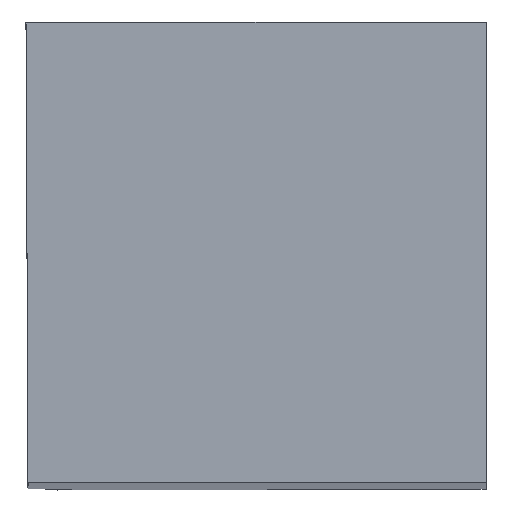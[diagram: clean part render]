
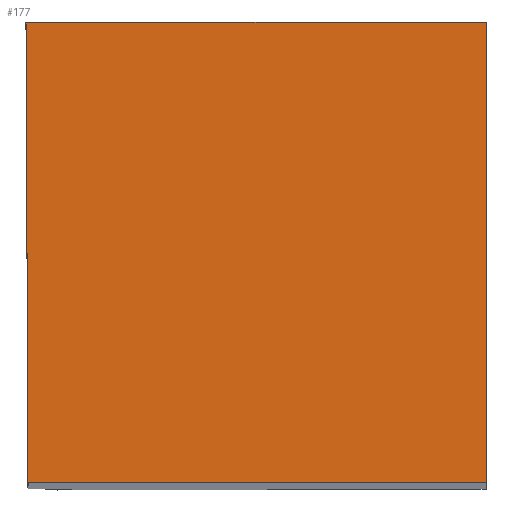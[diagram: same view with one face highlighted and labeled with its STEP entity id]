
A CAD part, top view. The second image highlights one B-rep face of the part: STEP entity #177.
In plain terms, the highlighted planar face has unit normal (0, 0, 1).
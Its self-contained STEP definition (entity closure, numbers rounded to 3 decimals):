
#177=ADVANCED_FACE('',(#234),#211,.T.);
#211=PLANE('',#794);
#234=FACE_OUTER_BOUND('',#259,.T.);
#259=EDGE_LOOP('',(#356,#357,#358,#359));
#356=ORIENTED_EDGE('',*,*,#540,.T.);
#357=ORIENTED_EDGE('',*,*,#538,.T.);
#358=ORIENTED_EDGE('',*,*,#549,.T.);
#359=ORIENTED_EDGE('',*,*,#547,.F.);
#473=VERTEX_POINT('',#1102);
#478=VERTEX_POINT('',#1112);
#479=VERTEX_POINT('',#1117);
#481=VERTEX_POINT('',#1129);
#538=EDGE_CURVE('',#473,#478,#612,.T.);
#540=EDGE_CURVE('',#479,#473,#614,.T.);
#547=EDGE_CURVE('',#479,#481,#619,.T.);
#549=EDGE_CURVE('',#478,#481,#621,.T.);
#612=LINE('',#1113,#665);
#614=LINE('',#1116,#667);
#619=LINE('',#1128,#672);
#621=LINE('',#1132,#674);
#665=VECTOR('',#897,1.);
#667=VECTOR('',#901,1.);
#672=VECTOR('',#916,1.);
#674=VECTOR('',#920,1.);
#794=AXIS2_PLACEMENT_3D('',#1134,#923,#924);
#897=DIRECTION('',(-1.,0.,0.));
#901=DIRECTION('',(0.,1.,0.));
#916=DIRECTION('',(-1.,0.,0.));
#920=DIRECTION('',(0.004,-1.,0.));
#923=DIRECTION('',(0.,0.,1.));
#924=DIRECTION('',(-1.,0.,0.));
#1102=CARTESIAN_POINT('',(12.65,12.65,0.));
#1112=CARTESIAN_POINT('',(0.,12.65,0.));
#1113=CARTESIAN_POINT('',(14.7,12.65,0.));
#1116=CARTESIAN_POINT('',(12.65,-2.,0.));
#1117=CARTESIAN_POINT('',(12.65,0.,0.));
#1128=CARTESIAN_POINT('',(14.7,0.,0.));
#1129=CARTESIAN_POINT('',(0.055,0.,0.));
#1132=CARTESIAN_POINT('',(-0.009,14.659,0.));
#1134=CARTESIAN_POINT('',(-2.,14.65,0.));
